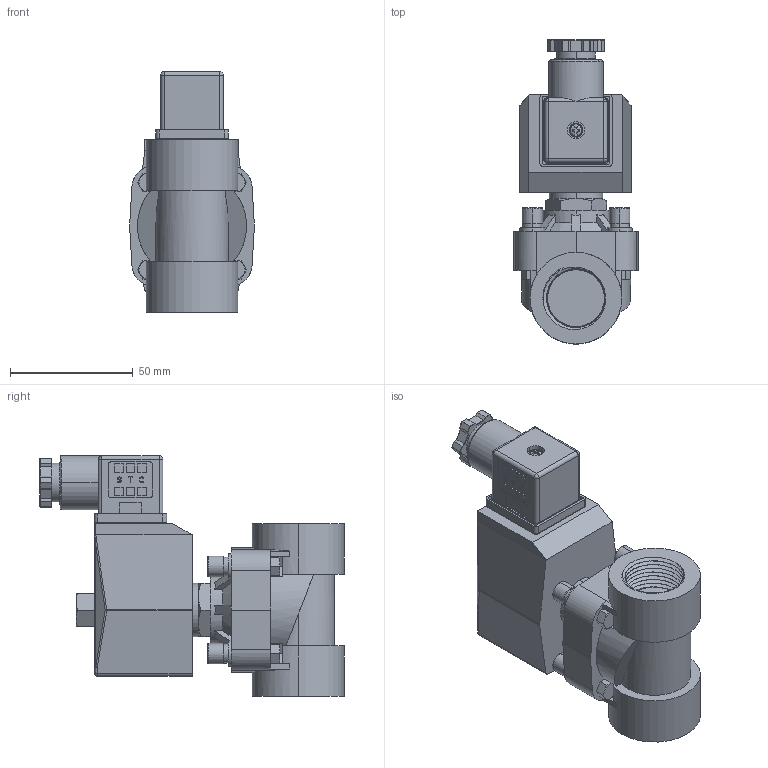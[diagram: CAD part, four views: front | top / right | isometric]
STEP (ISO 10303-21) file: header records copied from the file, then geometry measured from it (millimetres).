
FILE_DESCRIPTION (( 'STEP AP214' ), '1' );
FILE_NAME ('2P200-3-4.STEP', '2018-10-10T17:48:11', ( '' ), ( '' ), 'SwSTEP 2.0', 'SolidWorks 2016', '' );
FILE_SCHEMA (( 'AUTOMOTIVE_DESIGN' ));
Length unit declared in the file: millimetre
Products named in the file (1): 2P200-3-4
Bounding box: 50.8 x 123.83 x 98.08 mm (x, y, z)
Volume: 211313.3 mm3; surface area: 61091.3 mm2
Topology: 20 solids, 20 shells, 1247 faces, 3402 edges, 2239 vertices
Faces by surface type: plane 703, cylinder 337, cone 108, bspline 52, torus 26, sphere 21
Entity records: 77435 total; most frequent: CARTESIAN_POINT 33580, ORIENTED_EDGE 6788, DIRECTION 5282, EDGE_CURVE 3394, VERTEX_POINT 2239, VECTOR 2034, LINE 2034, AXIS2_PLACEMENT_3D 1624
